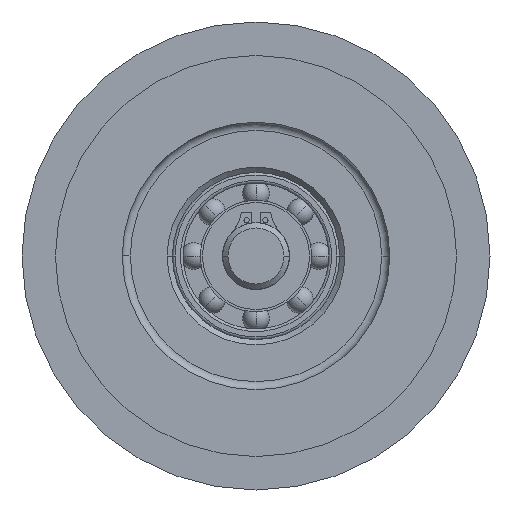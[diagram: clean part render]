
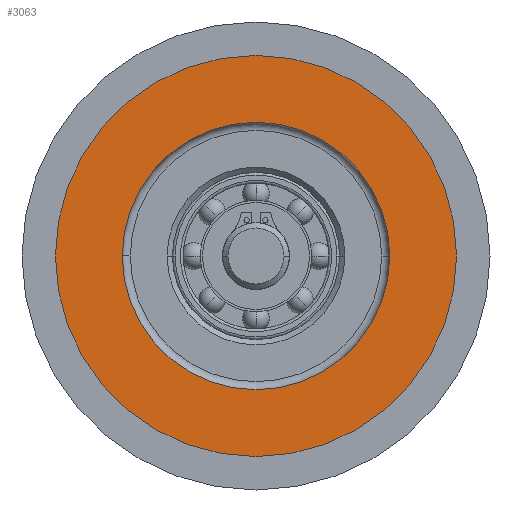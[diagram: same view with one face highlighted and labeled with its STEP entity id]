
A CAD part, front view. The second image highlights one B-rep face of the part: STEP entity #3063.
In plain terms, the highlighted planar face has unit normal (0, -1, 0).
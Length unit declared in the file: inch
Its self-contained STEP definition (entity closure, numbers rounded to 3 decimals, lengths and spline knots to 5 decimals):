
#695=CARTESIAN_POINT('',(0.,0.,0.));
#696=DIRECTION('',(0.,1.,0.));
#697=DIRECTION('',(1.,0.,0.));
#698=AXIS2_PLACEMENT_3D('',#695,#696,#697);
#700=CARTESIAN_POINT('',(0.,0.,0.));
#701=DIRECTION('',(0.,-1.,0.));
#702=DIRECTION('',(1.,0.,0.));
#703=AXIS2_PLACEMENT_3D('',#700,#701,#702);
#709=CARTESIAN_POINT('',(0.,0.,0.));
#710=DIRECTION('',(0.,-1.,0.));
#711=DIRECTION('',(1.,0.,0.));
#712=AXIS2_PLACEMENT_3D('',#709,#710,#711);
#718=CARTESIAN_POINT('',(0.,0.,0.));
#719=DIRECTION('',(0.,1.,0.));
#720=DIRECTION('',(1.,0.,0.));
#721=AXIS2_PLACEMENT_3D('',#718,#719,#720);
#1737=CARTESIAN_POINT('',(0.375,0.,0.));
#1739=VERTEX_POINT('',#1737);
#1749=CARTESIAN_POINT('',(-0.375,0.,0.));
#1751=VERTEX_POINT('',#1749);
#1765=CARTESIAN_POINT('',(0.25,0.,0.));
#1766=CARTESIAN_POINT('',(-0.25,0.,0.));
#1767=VERTEX_POINT('',#1765);
#1768=VERTEX_POINT('',#1766);
#3048=CARTESIAN_POINT('',(0.,0.,0.));
#3049=DIRECTION('',(0.,1.,0.));
#3050=DIRECTION('',(1.,0.,0.));
#3051=AXIS2_PLACEMENT_3D('',#3048,#3049,#3050);
#3052=PLANE('',#3051);
#3054=ORIENTED_EDGE('',*,*,#3053,.F.);
#3056=ORIENTED_EDGE('',*,*,#3055,.T.);
#3057=EDGE_LOOP('',(#3054,#3056));
#3058=FACE_OUTER_BOUND('',#3057,.F.);
#3059=ORIENTED_EDGE('',*,*,#3030,.F.);
#3060=ORIENTED_EDGE('',*,*,#3015,.T.);
#3061=EDGE_LOOP('',(#3059,#3060));
#3062=FACE_BOUND('',#3061,.F.);
#3063=ADVANCED_FACE('',(#3058,#3062),#3052,.F.);
#699=CIRCLE('',#698,0.25);
#704=CIRCLE('',#703,0.25);
#713=CIRCLE('',#712,0.375);
#722=CIRCLE('',#721,0.375);
#3015=EDGE_CURVE('',#1767,#1768,#704,.T.);
#3030=EDGE_CURVE('',#1767,#1768,#699,.T.);
#3053=EDGE_CURVE('',#1739,#1751,#713,.T.);
#3055=EDGE_CURVE('',#1739,#1751,#722,.T.);
